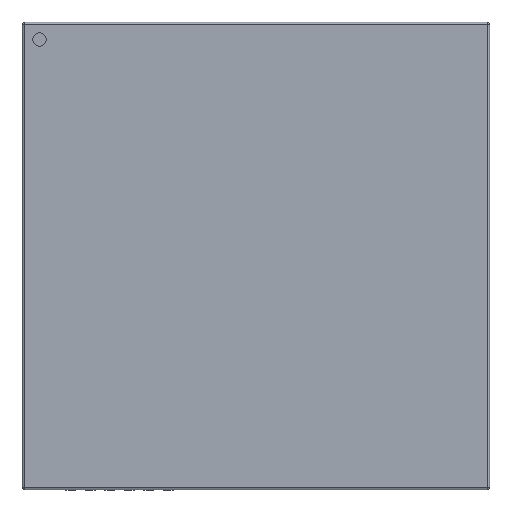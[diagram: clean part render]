
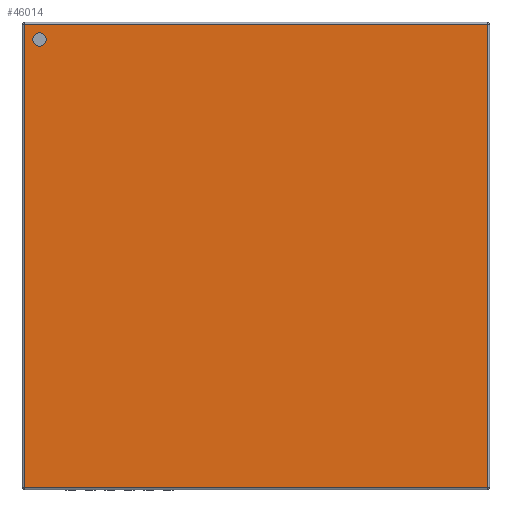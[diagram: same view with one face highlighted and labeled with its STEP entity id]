
A CAD part, top view. The second image highlights one B-rep face of the part: STEP entity #46014.
In plain terms, the highlighted planar face has unit normal (0, 0, 1).
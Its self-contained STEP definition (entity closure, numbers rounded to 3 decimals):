
#9998 = CYLINDRICAL_SURFACE('',#9999,0.05);
#9999 = AXIS2_PLACEMENT_3D('',#10000,#10001,#10002);
#10000 = CARTESIAN_POINT('',(5.94,5.94,0.83));
#10001 = DIRECTION('',(-0.,-1.,-0.));
#10002 = DIRECTION('',(0.,0.,1.));
#39410 = VERTEX_POINT('',#39411);
#39411 = CARTESIAN_POINT('',(5.94,5.94,0.88));
#39433 = VERTEX_POINT('',#39434);
#39434 = CARTESIAN_POINT('',(5.94,-5.94,0.88));
#39459 = EDGE_CURVE('',#39410,#39433,#39460,.T.);
#39460 = SURFACE_CURVE('',#39461,(#39465,#39472),.PCURVE_S1.);
#39461 = LINE('',#39462,#39463);
#39462 = CARTESIAN_POINT('',(5.94,5.94,0.88));
#39463 = VECTOR('',#39464,1.);
#39464 = DIRECTION('',(-0.,-1.,-0.));
#39465 = PCURVE('',#9998,#39466);
#39466 = DEFINITIONAL_REPRESENTATION('',(#39467),#39471);
#39467 = LINE('',#39468,#39469);
#39468 = CARTESIAN_POINT('',(-0.,0.));
#39469 = VECTOR('',#39470,1.);
#39470 = DIRECTION('',(-0.,1.));
#39471 = ( GEOMETRIC_REPRESENTATION_CONTEXT(2) 
PARAMETRIC_REPRESENTATION_CONTEXT() REPRESENTATION_CONTEXT('2D SPACE',''
  ) );
#39472 = PCURVE('',#39473,#39478);
#39473 = PLANE('',#39474);
#39474 = AXIS2_PLACEMENT_3D('',#39475,#39476,#39477);
#39475 = CARTESIAN_POINT('',(-5.99,-5.99,0.88));
#39476 = DIRECTION('',(0.,0.,1.));
#39477 = DIRECTION('',(1.,0.,0.));
#39478 = DEFINITIONAL_REPRESENTATION('',(#39479),#39483);
#39479 = LINE('',#39480,#39481);
#39480 = CARTESIAN_POINT('',(11.93,11.93));
#39481 = VECTOR('',#39482,1.);
#39482 = DIRECTION('',(-0.,-1.));
#39483 = ( GEOMETRIC_REPRESENTATION_CONTEXT(2) 
PARAMETRIC_REPRESENTATION_CONTEXT() REPRESENTATION_CONTEXT('2D SPACE',''
  ) );
#40572 = CYLINDRICAL_SURFACE('',#40573,0.05);
#40573 = AXIS2_PLACEMENT_3D('',#40574,#40575,#40576);
#40574 = CARTESIAN_POINT('',(-5.94,-5.94,0.83));
#40575 = DIRECTION('',(0.,1.,0.));
#40576 = DIRECTION('',(-1.,0.,0.));
#40711 = CYLINDRICAL_SURFACE('',#40712,0.05);
#40712 = AXIS2_PLACEMENT_3D('',#40713,#40714,#40715);
#40713 = CARTESIAN_POINT('',(-5.99,-5.94,0.83));
#40714 = DIRECTION('',(1.,0.,0.));
#40715 = DIRECTION('',(0.,-1.,0.));
#43629 = CYLINDRICAL_SURFACE('',#43630,0.05);
#43630 = AXIS2_PLACEMENT_3D('',#43631,#43632,#43633);
#43631 = CARTESIAN_POINT('',(-5.99,5.94,0.83));
#43632 = DIRECTION('',(1.,0.,0.));
#43633 = DIRECTION('',(0.,1.,0.));
#46014 = ADVANCED_FACE('',(#46015,#46085),#39473,.T.);
#46015 = FACE_BOUND('',#46016,.T.);
#46016 = EDGE_LOOP('',(#46017,#46040,#46041,#46064));
#46017 = ORIENTED_EDGE('',*,*,#46018,.T.);
#46018 = EDGE_CURVE('',#46019,#39433,#46021,.T.);
#46019 = VERTEX_POINT('',#46020);
#46020 = CARTESIAN_POINT('',(-5.94,-5.94,0.88));
#46021 = SURFACE_CURVE('',#46022,(#46026,#46033),.PCURVE_S1.);
#46022 = LINE('',#46023,#46024);
#46023 = CARTESIAN_POINT('',(-5.99,-5.94,0.88));
#46024 = VECTOR('',#46025,1.);
#46025 = DIRECTION('',(1.,0.,0.));
#46026 = PCURVE('',#39473,#46027);
#46027 = DEFINITIONAL_REPRESENTATION('',(#46028),#46032);
#46028 = LINE('',#46029,#46030);
#46029 = CARTESIAN_POINT('',(0.,0.05));
#46030 = VECTOR('',#46031,1.);
#46031 = DIRECTION('',(1.,0.));
#46032 = ( GEOMETRIC_REPRESENTATION_CONTEXT(2) 
PARAMETRIC_REPRESENTATION_CONTEXT() REPRESENTATION_CONTEXT('2D SPACE',''
  ) );
#46033 = PCURVE('',#40711,#46034);
#46034 = DEFINITIONAL_REPRESENTATION('',(#46035),#46039);
#46035 = LINE('',#46036,#46037);
#46036 = CARTESIAN_POINT('',(-1.571,0.));
#46037 = VECTOR('',#46038,1.);
#46038 = DIRECTION('',(-0.,1.));
#46039 = ( GEOMETRIC_REPRESENTATION_CONTEXT(2) 
PARAMETRIC_REPRESENTATION_CONTEXT() REPRESENTATION_CONTEXT('2D SPACE',''
  ) );
#46040 = ORIENTED_EDGE('',*,*,#39459,.F.);
#46041 = ORIENTED_EDGE('',*,*,#46042,.F.);
#46042 = EDGE_CURVE('',#46043,#39410,#46045,.T.);
#46043 = VERTEX_POINT('',#46044);
#46044 = CARTESIAN_POINT('',(-5.94,5.94,0.88));
#46045 = SURFACE_CURVE('',#46046,(#46050,#46057),.PCURVE_S1.);
#46046 = LINE('',#46047,#46048);
#46047 = CARTESIAN_POINT('',(-5.99,5.94,0.88));
#46048 = VECTOR('',#46049,1.);
#46049 = DIRECTION('',(1.,0.,0.));
#46050 = PCURVE('',#39473,#46051);
#46051 = DEFINITIONAL_REPRESENTATION('',(#46052),#46056);
#46052 = LINE('',#46053,#46054);
#46053 = CARTESIAN_POINT('',(0.,11.93));
#46054 = VECTOR('',#46055,1.);
#46055 = DIRECTION('',(1.,0.));
#46056 = ( GEOMETRIC_REPRESENTATION_CONTEXT(2) 
PARAMETRIC_REPRESENTATION_CONTEXT() REPRESENTATION_CONTEXT('2D SPACE',''
  ) );
#46057 = PCURVE('',#43629,#46058);
#46058 = DEFINITIONAL_REPRESENTATION('',(#46059),#46063);
#46059 = LINE('',#46060,#46061);
#46060 = CARTESIAN_POINT('',(1.571,0.));
#46061 = VECTOR('',#46062,1.);
#46062 = DIRECTION('',(0.,1.));
#46063 = ( GEOMETRIC_REPRESENTATION_CONTEXT(2) 
PARAMETRIC_REPRESENTATION_CONTEXT() REPRESENTATION_CONTEXT('2D SPACE',''
  ) );
#46064 = ORIENTED_EDGE('',*,*,#46065,.F.);
#46065 = EDGE_CURVE('',#46019,#46043,#46066,.T.);
#46066 = SURFACE_CURVE('',#46067,(#46071,#46078),.PCURVE_S1.);
#46067 = LINE('',#46068,#46069);
#46068 = CARTESIAN_POINT('',(-5.94,-5.94,0.88));
#46069 = VECTOR('',#46070,1.);
#46070 = DIRECTION('',(0.,1.,0.));
#46071 = PCURVE('',#39473,#46072);
#46072 = DEFINITIONAL_REPRESENTATION('',(#46073),#46077);
#46073 = LINE('',#46074,#46075);
#46074 = CARTESIAN_POINT('',(0.05,0.05));
#46075 = VECTOR('',#46076,1.);
#46076 = DIRECTION('',(0.,1.));
#46077 = ( GEOMETRIC_REPRESENTATION_CONTEXT(2) 
PARAMETRIC_REPRESENTATION_CONTEXT() REPRESENTATION_CONTEXT('2D SPACE',''
  ) );
#46078 = PCURVE('',#40572,#46079);
#46079 = DEFINITIONAL_REPRESENTATION('',(#46080),#46084);
#46080 = LINE('',#46081,#46082);
#46081 = CARTESIAN_POINT('',(1.571,0.));
#46082 = VECTOR('',#46083,1.);
#46083 = DIRECTION('',(0.,1.));
#46084 = ( GEOMETRIC_REPRESENTATION_CONTEXT(2) 
PARAMETRIC_REPRESENTATION_CONTEXT() REPRESENTATION_CONTEXT('2D SPACE',''
  ) );
#46085 = FACE_BOUND('',#46086,.T.);
#46086 = EDGE_LOOP('',(#46087));
#46087 = ORIENTED_EDGE('',*,*,#46088,.F.);
#46088 = EDGE_CURVE('',#46089,#46089,#46091,.T.);
#46089 = VERTEX_POINT('',#46090);
#46090 = CARTESIAN_POINT('',(-5.375,-5.55,0.88));
#46091 = SURFACE_CURVE('',#46092,(#46097,#46104),.PCURVE_S1.);
#46092 = CIRCLE('',#46093,0.175);
#46093 = AXIS2_PLACEMENT_3D('',#46094,#46095,#46096);
#46094 = CARTESIAN_POINT('',(-5.55,-5.55,0.88));
#46095 = DIRECTION('',(0.,-0.,1.));
#46096 = DIRECTION('',(1.,0.,0.));
#46097 = PCURVE('',#39473,#46098);
#46098 = DEFINITIONAL_REPRESENTATION('',(#46099),#46103);
#46099 = CIRCLE('',#46100,0.175);
#46100 = AXIS2_PLACEMENT_2D('',#46101,#46102);
#46101 = CARTESIAN_POINT('',(0.44,0.44));
#46102 = DIRECTION('',(1.,0.));
#46103 = ( GEOMETRIC_REPRESENTATION_CONTEXT(2) 
PARAMETRIC_REPRESENTATION_CONTEXT() REPRESENTATION_CONTEXT('2D SPACE',''
  ) );
#46104 = PCURVE('',#46105,#46110);
#46105 = CYLINDRICAL_SURFACE('',#46106,0.175);
#46106 = AXIS2_PLACEMENT_3D('',#46107,#46108,#46109);
#46107 = CARTESIAN_POINT('',(-5.55,-5.55,0.88));
#46108 = DIRECTION('',(-0.,-0.,-1.));
#46109 = DIRECTION('',(1.,0.,0.));
#46110 = DEFINITIONAL_REPRESENTATION('',(#46111),#46115);
#46111 = LINE('',#46112,#46113);
#46112 = CARTESIAN_POINT('',(-0.,0.));
#46113 = VECTOR('',#46114,1.);
#46114 = DIRECTION('',(-1.,0.));
#46115 = ( GEOMETRIC_REPRESENTATION_CONTEXT(2) 
PARAMETRIC_REPRESENTATION_CONTEXT() REPRESENTATION_CONTEXT('2D SPACE',''
  ) );
